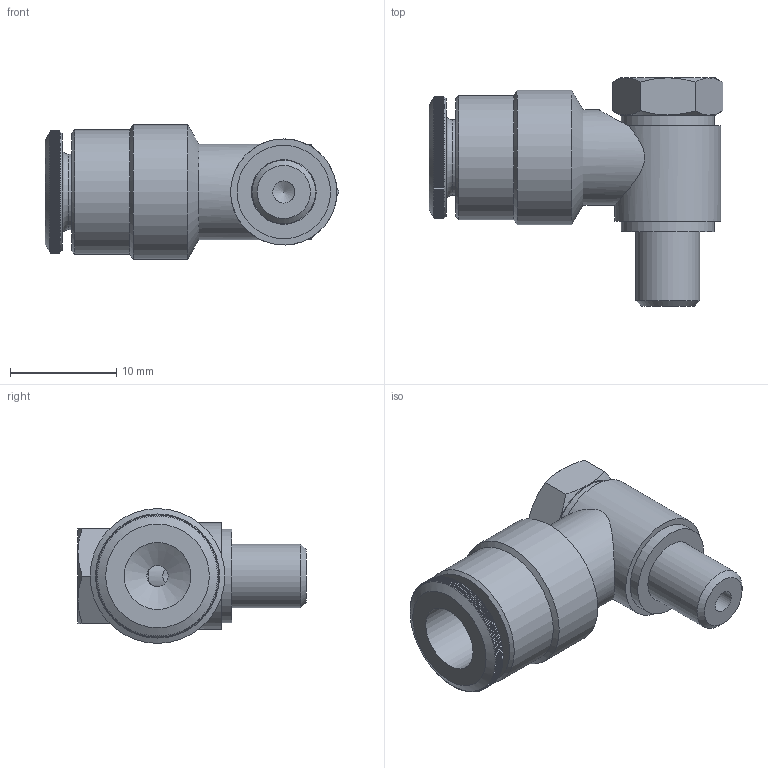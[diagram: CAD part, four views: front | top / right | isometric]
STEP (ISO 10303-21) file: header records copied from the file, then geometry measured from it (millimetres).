
FILE_DESCRIPTION(/* description */ (''),/* implementation_level */ '2;1');
FILE_NAME(/* name */ 'Schlauchanschluss_M6x0,75a_für_Schlauch_aØ_6_mm_90°_schwenkbar_101516.stp',/* time_stamp */ '2016-07-12T15:32:48+02:00',/* author */ ('002210'),/* organization */ (''),/* preprocessor_version */ 'ST-DEVELOPER v16.5',/* originating_system */ 'Autodesk Inventor 2017',/* authorisation */ '');
FILE_SCHEMA (('AUTOMOTIVE_DESIGN { 1 0 10303 214 3 1 1 }'));
Length unit declared in the file: millimetre
Products named in the file (4): answv02a; Hohlschraube_answv02a; Scheibe_answv02a; Schwinge_answv02a
Assembly tree (4 placements, depth 2):
  answv02a
    Hohlschraube_answv02a
    Scheibe_answv02a  x2
    Schwinge_answv02a
Bounding box: 27.7 x 21.5 x 12.7 mm (x, y, z)
Volume: 2378.3 mm3; surface area: 2670.3 mm2
Topology: 4 solids, 4 shells, 664 faces, 1934 edges, 1279 vertices
Faces by surface type: plane 418, cylinder 220, cone 25, torus 1
Full cylindrical faces by diameter (mm): 2 x3, 2.1 x1, 5 x1, 5.9 x1, 6 x1, 6.1 x4, 6.3 x1, 7.1 x1, 7.3 x1, 8.8 x2, 9 x1, 10 x1, 11.7 x1, 12.7 x1
Entity records: 21113 total; most frequent: CARTESIAN_POINT 5736, ORIENTED_EDGE 3772, DIRECTION 2838, EDGE_CURVE 1886, VERTEX_POINT 1264, AXIS2_PLACEMENT_3D 1116, EDGE_LOOP 702, FACE_OUTER_BOUND 660
